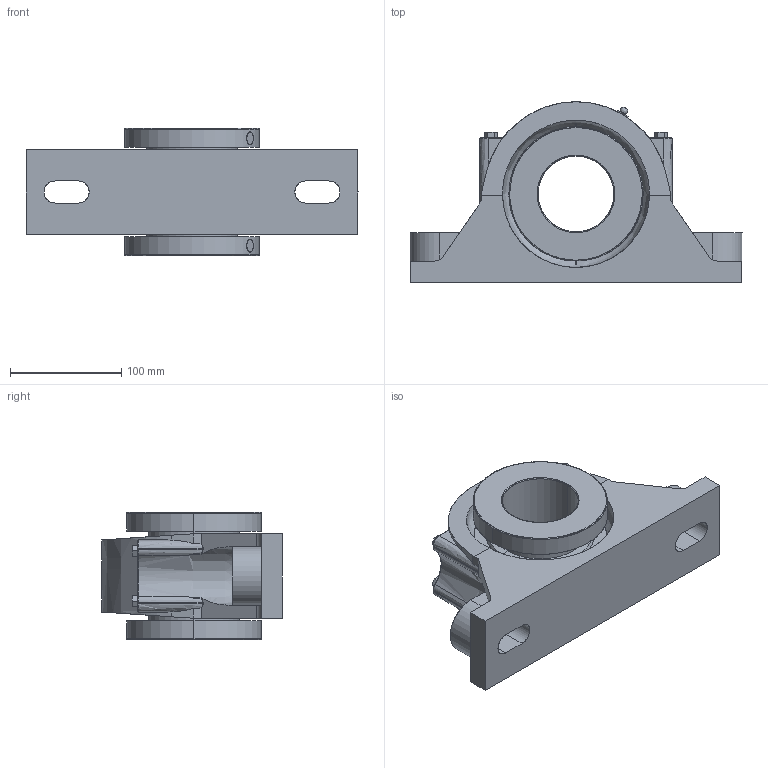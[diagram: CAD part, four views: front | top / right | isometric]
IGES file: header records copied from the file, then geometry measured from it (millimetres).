
Start section: SolidWorks IGES file using analytic representation for surfaces
Global section: file name: RPDEFAU0812163696465.igs; native system: SolidWorks 2017; preprocessor: SolidWorks 2017; author: partstream; date: 170812.163612; units: millimetre
Bounding box: 298.45 x 162.05 x 114.3 mm (x, y, z)
Surface area: 208751.4 mm2 (no closed solid volume)
Topology: 0 solids, 0 shells, 192 faces, 3020 edges, 3028 vertices
Faces by surface type: bspline 135, revolution 57
